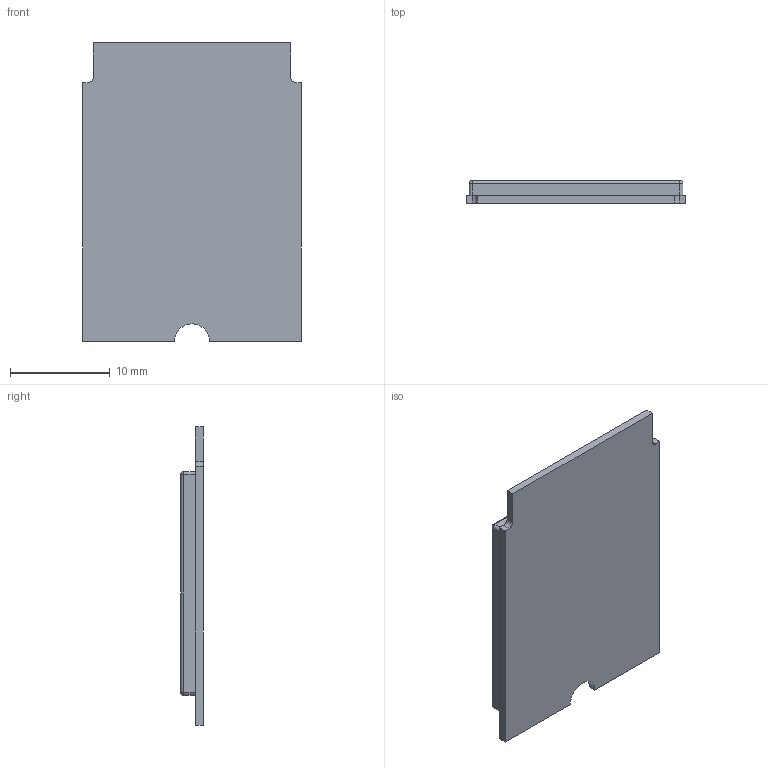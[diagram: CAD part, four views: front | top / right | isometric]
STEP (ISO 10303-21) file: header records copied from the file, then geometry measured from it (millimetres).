
FILE_DESCRIPTION (( 'STEP AP214' ), '1' );
FILE_NAME ('M.2 2230S3 Card.step', '2024-08-18T06:10:52+00:00', 'Stefan Hamminga', '', '', '', '');
FILE_SCHEMA (( 'AUTOMOTIVE_DESIGN' ));
Length unit declared in the file: millimetre
Products named in the file (1): M.2 2230S3 Card
Bounding box: 22 x 2.3 x 30 mm (x, y, z)
Volume: 635.2 mm3; surface area: 2573.5 mm2
Topology: 2 solids, 2 shells, 49 faces, 116 edges, 64 vertices
Faces by surface type: plane 22, cylinder 19, sphere 8
Entity records: 1371 total; most frequent: DIRECTION 246, CARTESIAN_POINT 222, ORIENTED_EDGE 216, EDGE_CURVE 108, AXIS2_PLACEMENT_3D 88, LINE 70, VECTOR 70, VERTEX_POINT 64
